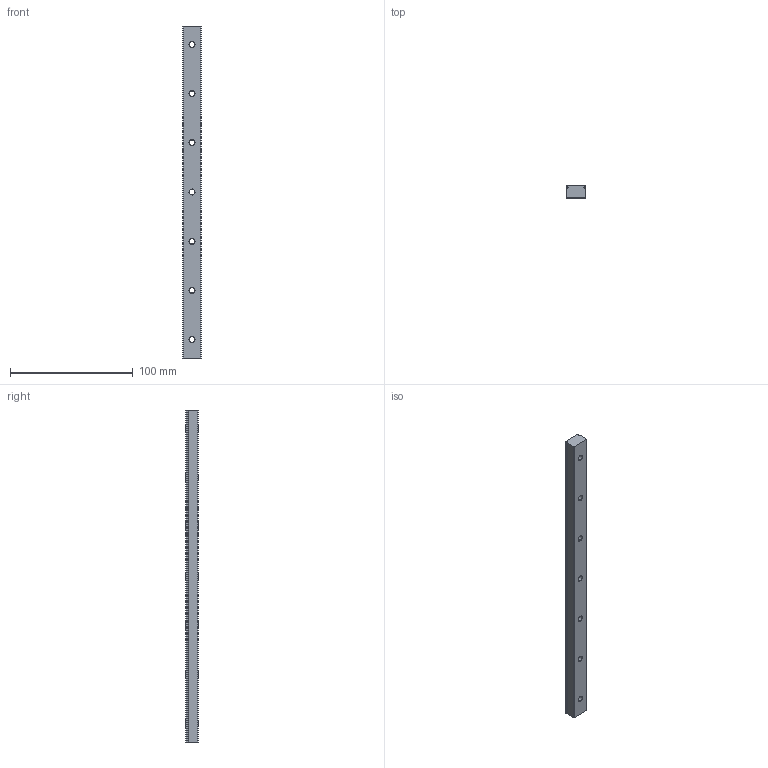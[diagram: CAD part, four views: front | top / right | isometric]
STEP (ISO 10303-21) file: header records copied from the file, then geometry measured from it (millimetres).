
FILE_DESCRIPTION (( 'STEP AP203' ), '1' );
FILE_NAME ('MGN15 rail.STEP', '2019-04-05T06:29:34', ( '' ), ( '' ), 'SwSTEP 2.0', 'SolidWorks 2018', '' );
FILE_SCHEMA (( 'CONFIG_CONTROL_DESIGN' ));
Length unit declared in the file: millimetre
Products named in the file (1): MGN15 rail
Bounding box: 15 x 10 x 270 mm (x, y, z)
Volume: 38576.8 mm3; surface area: 15412.5 mm2
Topology: 1 solids, 1 shells, 85 faces, 200 edges, 124 vertices
Faces by surface type: cylinder 32, cone 28, plane 25
Entity records: 2547 total; most frequent: DIRECTION 464, CARTESIAN_POINT 410, ORIENTED_EDGE 400, EDGE_CURVE 200, AXIS2_PLACEMENT_3D 178, VERTEX_POINT 124, VECTOR 108, LINE 108
